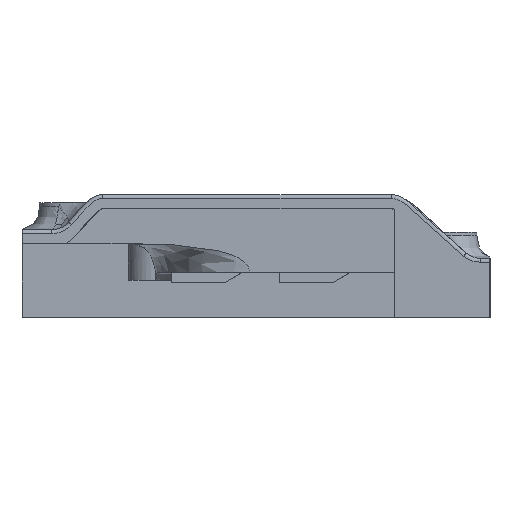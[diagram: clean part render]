
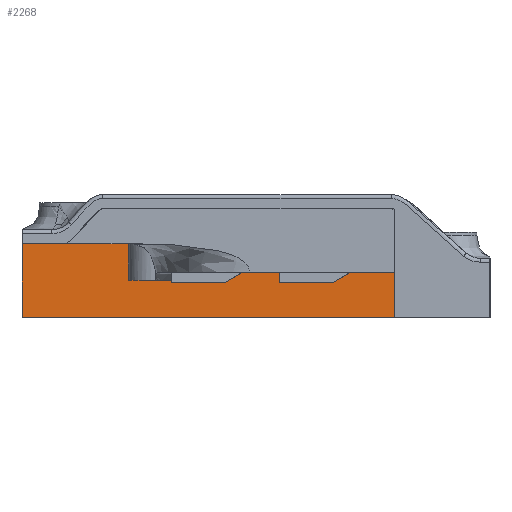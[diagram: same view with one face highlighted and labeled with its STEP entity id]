
A CAD part, left-side view. The second image highlights one B-rep face of the part: STEP entity #2268.
In plain terms, the highlighted planar face has unit normal (-1, 0, 0).
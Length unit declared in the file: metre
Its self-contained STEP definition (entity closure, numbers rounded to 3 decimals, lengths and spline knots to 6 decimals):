
#109=B_SPLINE_CURVE_WITH_KNOTS('',3,(#3220,#3221,#3222,#3223,#3224,#3225,
#3226),.UNSPECIFIED.,.F.,.F.,(4,1,1,1,4),(0.,0.001472,
0.002943,0.004415,0.005887),
 .UNSPECIFIED.);
#195=B_SPLINE_CURVE_WITH_KNOTS('',3,(#6174,#6175,#6176,#6177,#6178,#6179,
#6180,#6181,#6182,#6183,#6184,#6185,#6186,#6187,#6188,#6189,#6190,#6191,
#6192,#6193),.UNSPECIFIED.,.F.,.F.,(4,1,1,1,1,1,1,1,1,1,1,1,1,1,1,1,1,4),
(0.,0.25,0.375,0.4375,0.46875,0.5,0.53125,0.5625,0.625,0.6875,0.71875,0.734375,
0.75,0.765625,0.78125,0.8125,0.875,1.),.UNSPECIFIED.);
#196=B_SPLINE_CURVE_WITH_KNOTS('',3,(#6194,#6195,#6196,#6197,#6198,#6199,
#6200,#6201,#6202,#6203,#6204,#6205,#6206,#6207,#6208,#6209,#6210,#6211,
#6212,#6213,#6214,#6215,#6216,#6217,#6218,#6219,#6220,#6221,#6222),
 .UNSPECIFIED.,.F.,.F.,(4,1,1,1,1,1,1,1,1,1,1,1,1,1,1,1,1,1,1,1,1,1,1,1,
1,1,4),(0.,0.125,0.1875,0.21875,0.25,0.28125,0.3125,0.34375,0.359375,0.375,
0.390625,0.40625,0.4375,0.5,0.5625,0.59375,0.609375,0.625,0.640625,0.65625,
0.6875,0.71875,0.75,0.78125,0.8125,0.875,1.),.UNSPECIFIED.);
#537=ORIENTED_EDGE('',*,*,#1185,.T.);
#538=ORIENTED_EDGE('',*,*,#1050,.T.);
#539=ORIENTED_EDGE('',*,*,#1068,.F.);
#540=ORIENTED_EDGE('',*,*,#1154,.T.);
#541=ORIENTED_EDGE('',*,*,#1147,.T.);
#542=ORIENTED_EDGE('',*,*,#1125,.T.);
#543=ORIENTED_EDGE('',*,*,#1049,.F.);
#544=ORIENTED_EDGE('',*,*,#1186,.T.);
#545=ORIENTED_EDGE('',*,*,#989,.F.);
#989=EDGE_CURVE('',#1339,#1340,#1570,.T.);
#1049=EDGE_CURVE('',#1399,#1397,#1618,.T.);
#1050=EDGE_CURVE('',#1400,#1401,#109,.T.);
#1068=EDGE_CURVE('',#1415,#1401,#1623,.T.);
#1125=EDGE_CURVE('',#1466,#1397,#1636,.T.);
#1147=EDGE_CURVE('',#1476,#1466,#1648,.T.);
#1154=EDGE_CURVE('',#1415,#1476,#1652,.F.);
#1185=EDGE_CURVE('',#1339,#1400,#195,.T.);
#1186=EDGE_CURVE('',#1399,#1340,#196,.T.);
#1339=VERTEX_POINT('',#2902);
#1340=VERTEX_POINT('',#2904);
#1397=VERTEX_POINT('',#3072);
#1399=VERTEX_POINT('',#3078);
#1400=VERTEX_POINT('',#3227);
#1401=VERTEX_POINT('',#3228);
#1415=VERTEX_POINT('',#4268);
#1466=VERTEX_POINT('',#4728);
#1476=VERTEX_POINT('',#5908);
#1570=LINE('',#2903,#1722);
#1618=LINE('',#3079,#1770);
#1623=LINE('',#4269,#1775);
#1636=LINE('',#4727,#1788);
#1648=LINE('',#5919,#1800);
#1652=LINE('',#5941,#1804);
#1722=VECTOR('',#2506,1.);
#1770=VECTOR('',#2564,1.);
#1775=VECTOR('',#2575,1.);
#1788=VECTOR('',#2614,1.);
#1800=VECTOR('',#2628,1.);
#1804=VECTOR('',#2634,1.);
#1901=EDGE_LOOP('',(#537,#538,#539,#540,#541,#542,#543,#544,#545));
#2058=FACE_BOUND('',#1901,.T.);
#2187=PLANE('',#2412);
#2268=ADVANCED_FACE('',(#2058),#2187,.F.);
#2412=AXIS2_PLACEMENT_3D('',#6173,#2657,#2658);
#2506=DIRECTION('',(0.,-1.,0.));
#2564=DIRECTION('',(0.,-1.,0.));
#2575=DIRECTION('',(0.,-1.,0.));
#2614=DIRECTION('',(0.,0.,1.));
#2628=DIRECTION('',(0.,-1.,0.));
#2634=DIRECTION('',(0.,0.,1.));
#2657=DIRECTION('',(1.,0.,0.));
#2658=DIRECTION('',(0.,1.,0.));
#2902=CARTESIAN_POINT('',(0.073,0.007918,0.00755));
#2903=CARTESIAN_POINT('',(0.073,0.011481,0.00755));
#2904=CARTESIAN_POINT('',(0.073,-0.019692,0.00755));
#3072=CARTESIAN_POINT('',(0.073,-0.029,0.00755));
#3078=CARTESIAN_POINT('',(0.073,-0.028308,0.00755));
#3079=CARTESIAN_POINT('',(0.073,0.011481,0.00755));
#3220=CARTESIAN_POINT('',(0.073,0.012518,0.007115));
#3221=CARTESIAN_POINT('',(0.073,0.012478,0.007609));
#3222=CARTESIAN_POINT('',(0.073,0.012532,0.008598));
#3223=CARTESIAN_POINT('',(0.073,0.013097,0.009996));
#3224=CARTESIAN_POINT('',(0.073,0.014214,0.011033));
#3225=CARTESIAN_POINT('',(0.073,0.015204,0.011251));
#3226=CARTESIAN_POINT('',(0.073,0.015702,0.01125));
#3227=CARTESIAN_POINT('',(0.073,0.012518,0.007115));
#3228=CARTESIAN_POINT('',(0.073,0.015702,0.01125));
#4268=CARTESIAN_POINT('',(0.073,0.029862,0.01125));
#4269=CARTESIAN_POINT('',(0.073,0.011481,0.01125));
#4727=CARTESIAN_POINT('',(0.073,-0.029,0.004088));
#4728=CARTESIAN_POINT('',(0.073,-0.029,0.0017));
#5908=CARTESIAN_POINT('',(0.073,0.029862,0.0017));
#5919=CARTESIAN_POINT('',(0.073,-0.006399,0.0017));
#5941=CARTESIAN_POINT('',(0.073,0.029862,0.013658));
#6173=CARTESIAN_POINT('',(0.073,0.011481,0.004088));
#6174=CARTESIAN_POINT('',(0.073,0.007918,0.00755));
#6175=CARTESIAN_POINT('',(0.073,0.008247,0.00755));
#6176=CARTESIAN_POINT('',(0.073,0.00878,0.007526));
#6177=CARTESIAN_POINT('',(0.073,0.00948,0.007455));
#6178=CARTESIAN_POINT('',(0.073,0.009839,0.00741));
#6179=CARTESIAN_POINT('',(0.073,0.010063,0.007379));
#6180=CARTESIAN_POINT('',(0.073,0.010198,0.00736));
#6181=CARTESIAN_POINT('',(0.073,0.010469,0.00732));
#6182=CARTESIAN_POINT('',(0.073,0.010738,0.00728));
#6183=CARTESIAN_POINT('',(0.073,0.011026,0.007238));
#6184=CARTESIAN_POINT('',(0.073,0.011221,0.007211));
#6185=CARTESIAN_POINT('',(0.073,0.011305,0.007199));
#6186=CARTESIAN_POINT('',(0.073,0.01135,0.007193));
#6187=CARTESIAN_POINT('',(0.073,0.011348,0.007193));
#6188=CARTESIAN_POINT('',(0.073,0.011448,0.007181));
#6189=CARTESIAN_POINT('',(0.073,0.011544,0.00717));
#6190=CARTESIAN_POINT('',(0.073,0.011726,0.007152));
#6191=CARTESIAN_POINT('',(0.073,0.012066,0.007124));
#6192=CARTESIAN_POINT('',(0.073,0.012343,0.007115));
#6193=CARTESIAN_POINT('',(0.073,0.012518,0.007115));
#6194=CARTESIAN_POINT('',(0.073,-0.028308,0.00755));
#6195=CARTESIAN_POINT('',(0.073,-0.028018,0.00755));
#6196=CARTESIAN_POINT('',(0.073,-0.027529,0.007532));
#6197=CARTESIAN_POINT('',(0.073,-0.026875,0.007482));
#6198=CARTESIAN_POINT('',(0.073,-0.026465,0.007443));
#6199=CARTESIAN_POINT('',(0.073,-0.026173,0.007412));
#6200=CARTESIAN_POINT('',(0.073,-0.025758,0.007367));
#6201=CARTESIAN_POINT('',(0.073,-0.025464,0.007336));
#6202=CARTESIAN_POINT('',(0.073,-0.025271,0.007317));
#6203=CARTESIAN_POINT('',(0.073,-0.025141,0.007304));
#6204=CARTESIAN_POINT('',(0.073,-0.025099,0.007301));
#6205=CARTESIAN_POINT('',(0.073,-0.024927,0.007286));
#6206=CARTESIAN_POINT('',(0.073,-0.024747,0.007274));
#6207=CARTESIAN_POINT('',(0.073,-0.024419,0.007255));
#6208=CARTESIAN_POINT('',(0.073,-0.023998,0.007245));
#6209=CARTESIAN_POINT('',(0.073,-0.023578,0.007255));
#6210=CARTESIAN_POINT('',(0.073,-0.02325,0.007274));
#6211=CARTESIAN_POINT('',(0.073,-0.023071,0.007287));
#6212=CARTESIAN_POINT('',(0.073,-0.022898,0.007301));
#6213=CARTESIAN_POINT('',(0.073,-0.022856,0.007305));
#6214=CARTESIAN_POINT('',(0.073,-0.022726,0.007317));
#6215=CARTESIAN_POINT('',(0.073,-0.022534,0.007337));
#6216=CARTESIAN_POINT('',(0.073,-0.022239,0.007367));
#6217=CARTESIAN_POINT('',(0.073,-0.021825,0.007413));
#6218=CARTESIAN_POINT('',(0.073,-0.021534,0.007443));
#6219=CARTESIAN_POINT('',(0.073,-0.021125,0.007482));
#6220=CARTESIAN_POINT('',(0.073,-0.020472,0.007532));
#6221=CARTESIAN_POINT('',(0.073,-0.019983,0.00755));
#6222=CARTESIAN_POINT('',(0.073,-0.019692,0.00755));
